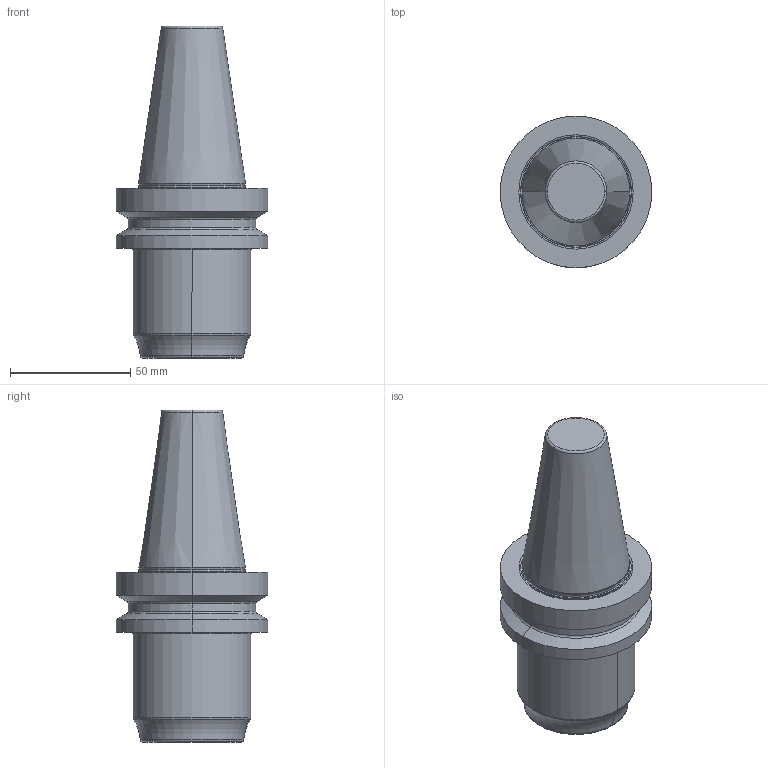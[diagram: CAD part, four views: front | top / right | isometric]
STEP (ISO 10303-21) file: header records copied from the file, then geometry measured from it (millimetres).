
FILE_DESCRIPTION((''),'2;1');
FILE_NAME('606572871-000-00-E43','2016-02-04T',('BahnemannR'),(''),'PRO/ENGINEER BY PARAMETRIC TECHNOLOGY CORPORATION, 2011220','PRO/ENGINEER BY PARAMETRIC TECHNOLOGY CORPORATION, 2011220','');
FILE_SCHEMA(('AUTOMOTIVE_DESIGN_CC2 { 1 2 10303 214 -1 1 5 2 }'));
Length unit declared in the file: millimetre
Products named in the file (1): 606572871-000-00-E43
Bounding box: 63 x 63 x 137.9 mm (x, y, z)
Volume: 205352.2 mm3; surface area: 28101 mm2
Topology: 1 solids, 1 shells, 50 faces, 216 edges, 181 vertices
Faces by surface type: torus 22, cylinder 12, cone 10, plane 6
Entity records: 2836 total; most frequent: DIRECTION 445, CARTESIAN_POINT 324, PRESENTATION_STYLE_ASSIGNMENT 233, STYLED_ITEM 233, CURVE_STYLE 226, ORIENTED_EDGE 196, AXIS2_PLACEMENT_3D 175, CIRCLE 121
